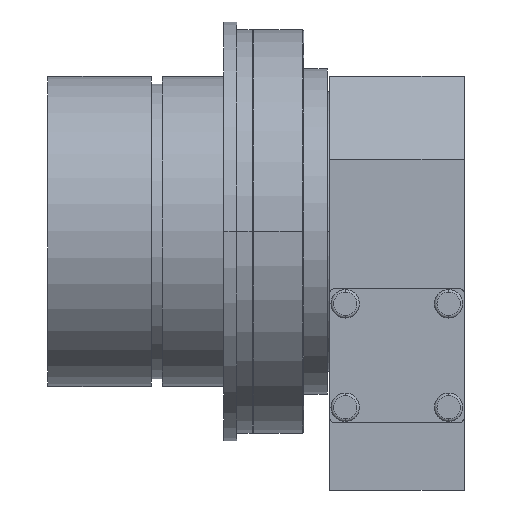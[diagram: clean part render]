
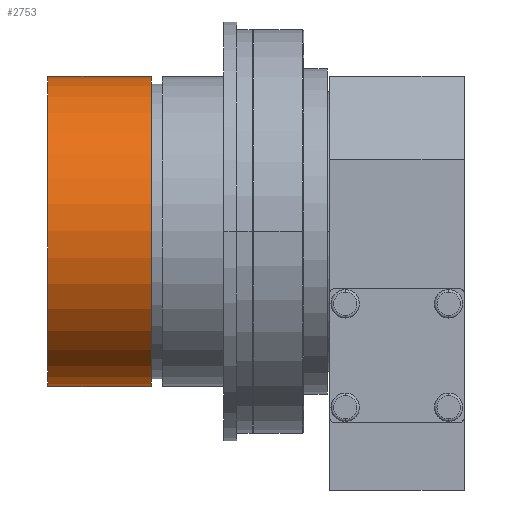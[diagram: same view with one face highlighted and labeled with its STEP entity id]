
A CAD part, front view. The second image highlights one B-rep face of the part: STEP entity #2753.
In plain terms, the highlighted cylindrical face has radius 30 mm (diameter 60 mm), a partial arc.
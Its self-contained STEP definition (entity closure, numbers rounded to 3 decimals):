
#2013=CARTESIAN_POINT('',(10.5,30.,0.0));
#2014=VERTEX_POINT('',#2013);
#2015=CARTESIAN_POINT('',(-9.5,30.,0.0));
#2016=VERTEX_POINT('',#2015);
#2017=CARTESIAN_POINT('',(10.5,30.,0.0));
#2018=DIRECTION('',(-1.0,0.0,0.0));
#2019=VECTOR('',#2018,20.0);
#2020=LINE('',#2017,#2019);
#2021=EDGE_CURVE('',#2014,#2016,#2020,.T.);
#2023=CARTESIAN_POINT('',(10.5,-30.,0.));
#2024=VERTEX_POINT('',#2023);
#2032=CARTESIAN_POINT('',(-9.5,-30.,0.));
#2033=VERTEX_POINT('',#2032);
#2034=CARTESIAN_POINT('',(10.5,-30.,0.));
#2035=DIRECTION('',(-1.0,0.0,0.0));
#2036=VECTOR('',#2035,20.0);
#2037=LINE('',#2034,#2036);
#2038=EDGE_CURVE('',#2024,#2033,#2037,.T.);
#2705=CARTESIAN_POINT('',(-9.5,0.,0.0));
#2706=DIRECTION('',(1.0,0.0,0.0));
#2707=DIRECTION('',(0.0,1.0,0.0));
#2708=AXIS2_PLACEMENT_3D('',#2705,#2706,#2707);
#2709=CIRCLE('',#2708,30.0);
#2710=EDGE_CURVE('',#2016,#2033,#2709,.T.);
#2736=CARTESIAN_POINT('',(0.5,0.,0.0));
#2737=DIRECTION('',(1.0,0.0,0.0));
#2738=DIRECTION('',(0.0,1.0,0.0));
#2739=AXIS2_PLACEMENT_3D('',#2736,#2737,#2738);
#2740=CYLINDRICAL_SURFACE('',#2739,30.);
#2741=ORIENTED_EDGE('',*,*,#2021,.T.);
#2742=ORIENTED_EDGE('',*,*,#2710,.T.);
#2743=ORIENTED_EDGE('',*,*,#2038,.F.);
#2744=CARTESIAN_POINT('',(10.5,0.,0.0));
#2745=DIRECTION('',(1.0,0.0,0.0));
#2746=DIRECTION('',(0.0,1.0,0.0));
#2747=AXIS2_PLACEMENT_3D('',#2744,#2745,#2746);
#2748=CIRCLE('',#2747,30.);
#2749=EDGE_CURVE('',#2014,#2024,#2748,.T.);
#2750=ORIENTED_EDGE('',*,*,#2749,.F.);
#2751=EDGE_LOOP('',(#2741,#2742,#2743,#2750));
#2752=FACE_OUTER_BOUND('',#2751,.T.);
#2753=ADVANCED_FACE('',(#2752),#2740,.T.);
